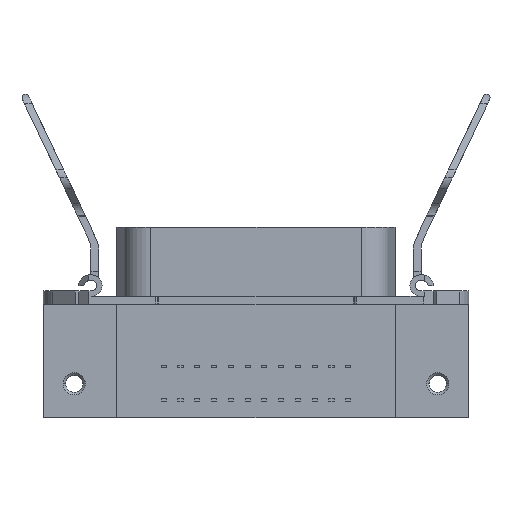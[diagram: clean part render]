
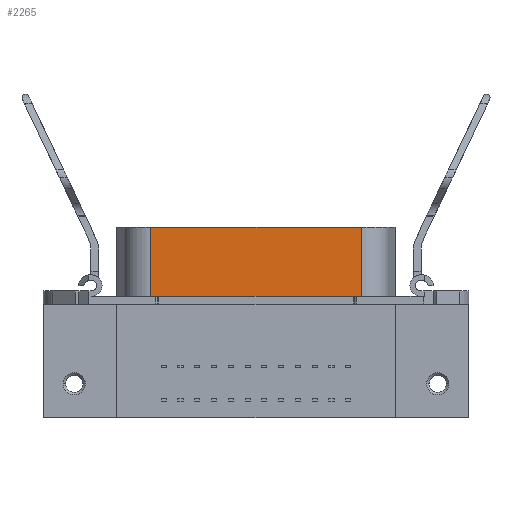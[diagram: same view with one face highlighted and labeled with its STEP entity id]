
A CAD part, front view. The second image highlights one B-rep face of the part: STEP entity #2265.
In plain terms, the highlighted planar face has unit normal (0, -1, 0).
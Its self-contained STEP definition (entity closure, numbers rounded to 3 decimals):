
#2265=ADVANCED_FACE('',(#4724),#4725,.T.);
#4724=FACE_OUTER_BOUND('',#7279,.T.);
#4725=PLANE('',#7280);
#7279=EDGE_LOOP('',(#14412,#14413,#14414,#14415));
#7280=AXIS2_PLACEMENT_3D('',#14416,#14417,#14418);
#14412=ORIENTED_EDGE('',*,*,#18183,.F.);
#14413=ORIENTED_EDGE('',*,*,#18181,.T.);
#14414=ORIENTED_EDGE('',*,*,#18184,.T.);
#14415=ORIENTED_EDGE('',*,*,#18185,.F.);
#14416=CARTESIAN_POINT('',(0.,-5.95,0.0));
#14417=DIRECTION('',(0.,-1.0,0.0));
#14418=DIRECTION('',(1.0,0.,0.0));
#18181=EDGE_CURVE('',#22666,#22668,#22670,.T.);
#18183=EDGE_CURVE('',#22666,#22672,#22673,.T.);
#18184=EDGE_CURVE('',#22668,#22674,#22675,.T.);
#18185=EDGE_CURVE('',#22672,#22674,#22676,.T.);
#22666=VERTEX_POINT('',#29520);
#22668=VERTEX_POINT('',#29522);
#22670=LINE('',#29524,#29525);
#22672=VERTEX_POINT('',#29527);
#22673=LINE('',#29528,#29529);
#22674=VERTEX_POINT('',#29530);
#22675=LINE('',#29531,#29532);
#22676=LINE('',#29533,#29534);
#29520=CARTESIAN_POINT('',(13.536,-5.95,1.0));
#29522=CARTESIAN_POINT('',(13.536,-5.95,9.9));
#29524=CARTESIAN_POINT('',(13.536,-5.95,0.0));
#29525=VECTOR('',#32571,1.0);
#29527=CARTESIAN_POINT('',(-13.536,-5.95,1.0));
#29528=CARTESIAN_POINT('',(0.,-5.95,1.0));
#29529=VECTOR('',#32572,1.0);
#29530=CARTESIAN_POINT('',(-13.536,-5.95,9.9));
#29531=CARTESIAN_POINT('',(13.536,-5.95,9.9));
#29532=VECTOR('',#32573,1.0);
#29533=CARTESIAN_POINT('',(-13.536,-5.95,0.0));
#29534=VECTOR('',#32574,1.0);
#32571=DIRECTION('',(0.0,0.0,1.0));
#32572=DIRECTION('',(-1.0,0.,0.0));
#32573=DIRECTION('',(-1.0,0.,0.0));
#32574=DIRECTION('',(0.0,0.0,1.0));
